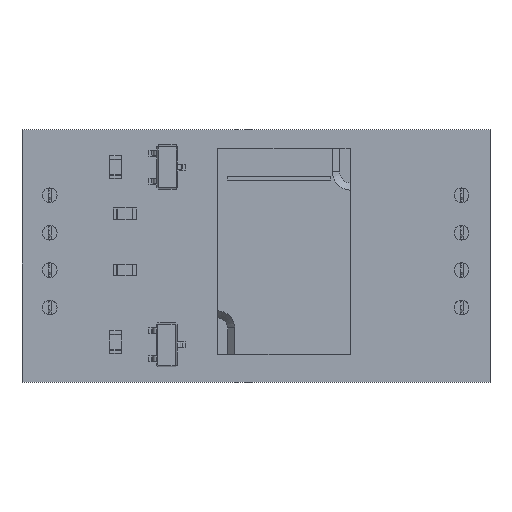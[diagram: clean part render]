
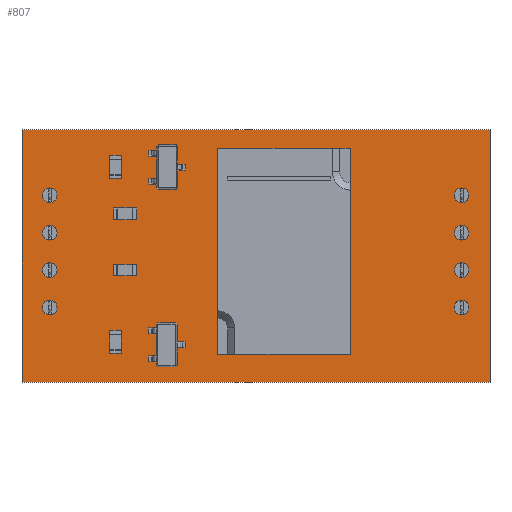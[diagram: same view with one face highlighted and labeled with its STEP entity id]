
A CAD part, top view. The second image highlights one B-rep face of the part: STEP entity #807.
In plain terms, the highlighted planar face has unit normal (0, 0, 1).
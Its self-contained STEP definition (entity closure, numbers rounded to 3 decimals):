
#94 = VERTEX_POINT('',#95);
#95 = CARTESIAN_POINT('',(146.685,-92.075,0.));
#112 = VERTEX_POINT('',#113);
#113 = CARTESIAN_POINT('',(178.435,-92.075,0.));
#119 = EDGE_CURVE('',#94,#112,#120,.T.);
#120 = LINE('',#121,#122);
#121 = CARTESIAN_POINT('',(146.685,-92.075,0.));
#122 = VECTOR('',#123,1.);
#123 = DIRECTION('',(1.,0.,0.));
#134 = VERTEX_POINT('',#135);
#135 = CARTESIAN_POINT('',(146.685,-109.22,0.));
#150 = EDGE_CURVE('',#134,#94,#151,.T.);
#151 = LINE('',#152,#153);
#152 = CARTESIAN_POINT('',(146.685,-109.22,0.));
#153 = VECTOR('',#154,1.);
#154 = DIRECTION('',(0.,1.,0.));
#174 = VERTEX_POINT('',#175);
#175 = CARTESIAN_POINT('',(178.435,-109.22,0.));
#181 = EDGE_CURVE('',#112,#174,#182,.T.);
#182 = LINE('',#183,#184);
#183 = CARTESIAN_POINT('',(178.435,-92.075,0.));
#184 = VECTOR('',#185,1.);
#185 = DIRECTION('',(0.,-1.,0.));
#203 = EDGE_CURVE('',#174,#134,#204,.T.);
#204 = LINE('',#205,#206);
#205 = CARTESIAN_POINT('',(178.435,-109.22,0.));
#206 = VECTOR('',#207,1.);
#207 = DIRECTION('',(-1.,0.,0.));
#218 = VERTEX_POINT('',#219);
#219 = CARTESIAN_POINT('',(177.005,-104.15,0.));
#235 = EDGE_CURVE('',#218,#218,#236,.T.);
#236 = CIRCLE('',#237,0.5);
#237 = AXIS2_PLACEMENT_3D('',#238,#239,#240);
#238 = CARTESIAN_POINT('',(176.505,-104.15,0.));
#239 = DIRECTION('',(0.,0.,1.));
#240 = DIRECTION('',(1.,0.,-0.));
#251 = VERTEX_POINT('',#252);
#252 = CARTESIAN_POINT('',(168.76,-105.415,0.));
#268 = EDGE_CURVE('',#251,#251,#269,.T.);
#269 = CIRCLE('',#270,0.5);
#270 = AXIS2_PLACEMENT_3D('',#271,#272,#273);
#271 = CARTESIAN_POINT('',(168.26,-105.415,0.));
#272 = DIRECTION('',(0.,0.,1.));
#273 = DIRECTION('',(1.,0.,-0.));
#284 = VERTEX_POINT('',#285);
#285 = CARTESIAN_POINT('',(177.005,-101.61,0.));
#301 = EDGE_CURVE('',#284,#284,#302,.T.);
#302 = CIRCLE('',#303,0.5);
#303 = AXIS2_PLACEMENT_3D('',#304,#305,#306);
#304 = CARTESIAN_POINT('',(176.505,-101.61,0.));
#305 = DIRECTION('',(0.,0.,1.));
#306 = DIRECTION('',(1.,0.,-0.));
#317 = VERTEX_POINT('',#318);
#318 = CARTESIAN_POINT('',(168.76,-102.875,0.));
#334 = EDGE_CURVE('',#317,#317,#335,.T.);
#335 = CIRCLE('',#336,0.5);
#336 = AXIS2_PLACEMENT_3D('',#337,#338,#339);
#337 = CARTESIAN_POINT('',(168.26,-102.875,0.));
#338 = DIRECTION('',(0.,0.,1.));
#339 = DIRECTION('',(1.,0.,-0.));
#350 = VERTEX_POINT('',#351);
#351 = CARTESIAN_POINT('',(161.14,-105.415,0.));
#367 = EDGE_CURVE('',#350,#350,#368,.T.);
#368 = CIRCLE('',#369,0.5);
#369 = AXIS2_PLACEMENT_3D('',#370,#371,#372);
#370 = CARTESIAN_POINT('',(160.64,-105.415,0.));
#371 = DIRECTION('',(0.,0.,1.));
#372 = DIRECTION('',(1.,0.,-0.));
#383 = VERTEX_POINT('',#384);
#384 = CARTESIAN_POINT('',(149.065,-104.15,0.));
#400 = EDGE_CURVE('',#383,#383,#401,.T.);
#401 = CIRCLE('',#402,0.5);
#402 = AXIS2_PLACEMENT_3D('',#403,#404,#405);
#403 = CARTESIAN_POINT('',(148.565,-104.15,0.));
#404 = DIRECTION('',(0.,0.,1.));
#405 = DIRECTION('',(1.,0.,-0.));
#416 = VERTEX_POINT('',#417);
#417 = CARTESIAN_POINT('',(161.14,-102.875,0.));
#433 = EDGE_CURVE('',#416,#416,#434,.T.);
#434 = CIRCLE('',#435,0.5);
#435 = AXIS2_PLACEMENT_3D('',#436,#437,#438);
#436 = CARTESIAN_POINT('',(160.64,-102.875,0.));
#437 = DIRECTION('',(0.,0.,1.));
#438 = DIRECTION('',(1.,0.,-0.));
#449 = VERTEX_POINT('',#450);
#450 = CARTESIAN_POINT('',(149.065,-101.61,0.));
#466 = EDGE_CURVE('',#449,#449,#467,.T.);
#467 = CIRCLE('',#468,0.5);
#468 = AXIS2_PLACEMENT_3D('',#469,#470,#471);
#469 = CARTESIAN_POINT('',(148.565,-101.61,0.));
#470 = DIRECTION('',(0.,0.,1.));
#471 = DIRECTION('',(1.,0.,-0.));
#482 = VERTEX_POINT('',#483);
#483 = CARTESIAN_POINT('',(177.005,-99.07,0.));
#499 = EDGE_CURVE('',#482,#482,#500,.T.);
#500 = CIRCLE('',#501,0.5);
#501 = AXIS2_PLACEMENT_3D('',#502,#503,#504);
#502 = CARTESIAN_POINT('',(176.505,-99.07,0.));
#503 = DIRECTION('',(0.,0.,1.));
#504 = DIRECTION('',(1.,0.,-0.));
#515 = VERTEX_POINT('',#516);
#516 = CARTESIAN_POINT('',(168.76,-100.335,0.));
#532 = EDGE_CURVE('',#515,#515,#533,.T.);
#533 = CIRCLE('',#534,0.5);
#534 = AXIS2_PLACEMENT_3D('',#535,#536,#537);
#535 = CARTESIAN_POINT('',(168.26,-100.335,0.));
#536 = DIRECTION('',(0.,0.,1.));
#537 = DIRECTION('',(1.,0.,-0.));
#548 = VERTEX_POINT('',#549);
#549 = CARTESIAN_POINT('',(168.76,-97.795,0.));
#565 = EDGE_CURVE('',#548,#548,#566,.T.);
#566 = CIRCLE('',#567,0.5);
#567 = AXIS2_PLACEMENT_3D('',#568,#569,#570);
#568 = CARTESIAN_POINT('',(168.26,-97.795,0.));
#569 = DIRECTION('',(0.,0.,1.));
#570 = DIRECTION('',(1.,0.,-0.));
#581 = VERTEX_POINT('',#582);
#582 = CARTESIAN_POINT('',(177.005,-96.53,0.));
#598 = EDGE_CURVE('',#581,#581,#599,.T.);
#599 = CIRCLE('',#600,0.5);
#600 = AXIS2_PLACEMENT_3D('',#601,#602,#603);
#601 = CARTESIAN_POINT('',(176.505,-96.53,0.));
#602 = DIRECTION('',(0.,0.,1.));
#603 = DIRECTION('',(1.,0.,-0.));
#614 = VERTEX_POINT('',#615);
#615 = CARTESIAN_POINT('',(168.76,-95.255,0.));
#631 = EDGE_CURVE('',#614,#614,#632,.T.);
#632 = CIRCLE('',#633,0.5);
#633 = AXIS2_PLACEMENT_3D('',#634,#635,#636);
#634 = CARTESIAN_POINT('',(168.26,-95.255,0.));
#635 = DIRECTION('',(0.,0.,1.));
#636 = DIRECTION('',(1.,0.,-0.));
#647 = VERTEX_POINT('',#648);
#648 = CARTESIAN_POINT('',(161.14,-100.335,0.));
#664 = EDGE_CURVE('',#647,#647,#665,.T.);
#665 = CIRCLE('',#666,0.5);
#666 = AXIS2_PLACEMENT_3D('',#667,#668,#669);
#667 = CARTESIAN_POINT('',(160.64,-100.335,0.));
#668 = DIRECTION('',(0.,0.,1.));
#669 = DIRECTION('',(1.,0.,-0.));
#680 = VERTEX_POINT('',#681);
#681 = CARTESIAN_POINT('',(161.14,-97.795,0.));
#697 = EDGE_CURVE('',#680,#680,#698,.T.);
#698 = CIRCLE('',#699,0.5);
#699 = AXIS2_PLACEMENT_3D('',#700,#701,#702);
#700 = CARTESIAN_POINT('',(160.64,-97.795,0.));
#701 = DIRECTION('',(0.,0.,1.));
#702 = DIRECTION('',(1.,0.,-0.));
#713 = VERTEX_POINT('',#714);
#714 = CARTESIAN_POINT('',(149.065,-99.07,0.));
#730 = EDGE_CURVE('',#713,#713,#731,.T.);
#731 = CIRCLE('',#732,0.5);
#732 = AXIS2_PLACEMENT_3D('',#733,#734,#735);
#733 = CARTESIAN_POINT('',(148.565,-99.07,0.));
#734 = DIRECTION('',(0.,0.,1.));
#735 = DIRECTION('',(1.,0.,-0.));
#746 = VERTEX_POINT('',#747);
#747 = CARTESIAN_POINT('',(161.14,-95.255,0.));
#763 = EDGE_CURVE('',#746,#746,#764,.T.);
#764 = CIRCLE('',#765,0.5);
#765 = AXIS2_PLACEMENT_3D('',#766,#767,#768);
#766 = CARTESIAN_POINT('',(160.64,-95.255,0.));
#767 = DIRECTION('',(0.,0.,1.));
#768 = DIRECTION('',(1.,0.,-0.));
#779 = VERTEX_POINT('',#780);
#780 = CARTESIAN_POINT('',(149.065,-96.53,0.));
#796 = EDGE_CURVE('',#779,#779,#797,.T.);
#797 = CIRCLE('',#798,0.5);
#798 = AXIS2_PLACEMENT_3D('',#799,#800,#801);
#799 = CARTESIAN_POINT('',(148.565,-96.53,0.));
#800 = DIRECTION('',(0.,0.,1.));
#801 = DIRECTION('',(1.,0.,-0.));
#807 = ADVANCED_FACE('',(#808,#814,#817,#820,#823,#826,#829,#832,#835,
    #838,#841,#844,#847,#850,#853,#856,#859,#862,#865),#868,.F.);
#808 = FACE_BOUND('',#809,.F.);
#809 = EDGE_LOOP('',(#810,#811,#812,#813));
#810 = ORIENTED_EDGE('',*,*,#119,.T.);
#811 = ORIENTED_EDGE('',*,*,#181,.T.);
#812 = ORIENTED_EDGE('',*,*,#203,.T.);
#813 = ORIENTED_EDGE('',*,*,#150,.T.);
#814 = FACE_BOUND('',#815,.F.);
#815 = EDGE_LOOP('',(#816));
#816 = ORIENTED_EDGE('',*,*,#235,.T.);
#817 = FACE_BOUND('',#818,.F.);
#818 = EDGE_LOOP('',(#819));
#819 = ORIENTED_EDGE('',*,*,#268,.T.);
#820 = FACE_BOUND('',#821,.F.);
#821 = EDGE_LOOP('',(#822));
#822 = ORIENTED_EDGE('',*,*,#301,.T.);
#823 = FACE_BOUND('',#824,.F.);
#824 = EDGE_LOOP('',(#825));
#825 = ORIENTED_EDGE('',*,*,#334,.T.);
#826 = FACE_BOUND('',#827,.F.);
#827 = EDGE_LOOP('',(#828));
#828 = ORIENTED_EDGE('',*,*,#367,.T.);
#829 = FACE_BOUND('',#830,.F.);
#830 = EDGE_LOOP('',(#831));
#831 = ORIENTED_EDGE('',*,*,#400,.T.);
#832 = FACE_BOUND('',#833,.F.);
#833 = EDGE_LOOP('',(#834));
#834 = ORIENTED_EDGE('',*,*,#433,.T.);
#835 = FACE_BOUND('',#836,.F.);
#836 = EDGE_LOOP('',(#837));
#837 = ORIENTED_EDGE('',*,*,#466,.T.);
#838 = FACE_BOUND('',#839,.F.);
#839 = EDGE_LOOP('',(#840));
#840 = ORIENTED_EDGE('',*,*,#499,.T.);
#841 = FACE_BOUND('',#842,.F.);
#842 = EDGE_LOOP('',(#843));
#843 = ORIENTED_EDGE('',*,*,#532,.T.);
#844 = FACE_BOUND('',#845,.F.);
#845 = EDGE_LOOP('',(#846));
#846 = ORIENTED_EDGE('',*,*,#565,.T.);
#847 = FACE_BOUND('',#848,.F.);
#848 = EDGE_LOOP('',(#849));
#849 = ORIENTED_EDGE('',*,*,#598,.T.);
#850 = FACE_BOUND('',#851,.F.);
#851 = EDGE_LOOP('',(#852));
#852 = ORIENTED_EDGE('',*,*,#631,.T.);
#853 = FACE_BOUND('',#854,.F.);
#854 = EDGE_LOOP('',(#855));
#855 = ORIENTED_EDGE('',*,*,#664,.T.);
#856 = FACE_BOUND('',#857,.F.);
#857 = EDGE_LOOP('',(#858));
#858 = ORIENTED_EDGE('',*,*,#697,.T.);
#859 = FACE_BOUND('',#860,.F.);
#860 = EDGE_LOOP('',(#861));
#861 = ORIENTED_EDGE('',*,*,#730,.T.);
#862 = FACE_BOUND('',#863,.F.);
#863 = EDGE_LOOP('',(#864));
#864 = ORIENTED_EDGE('',*,*,#763,.T.);
#865 = FACE_BOUND('',#866,.F.);
#866 = EDGE_LOOP('',(#867));
#867 = ORIENTED_EDGE('',*,*,#796,.T.);
#868 = PLANE('',#869);
#869 = AXIS2_PLACEMENT_3D('',#870,#871,#872);
#870 = CARTESIAN_POINT('',(162.56,-100.648,0.));
#871 = DIRECTION('',(-0.,-0.,-1.));
#872 = DIRECTION('',(-1.,0.,0.));
